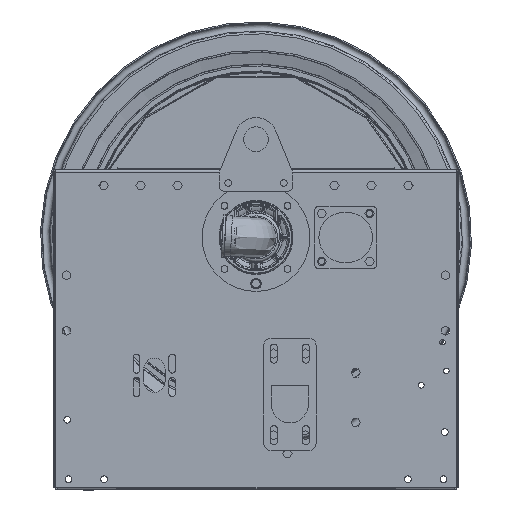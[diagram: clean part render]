
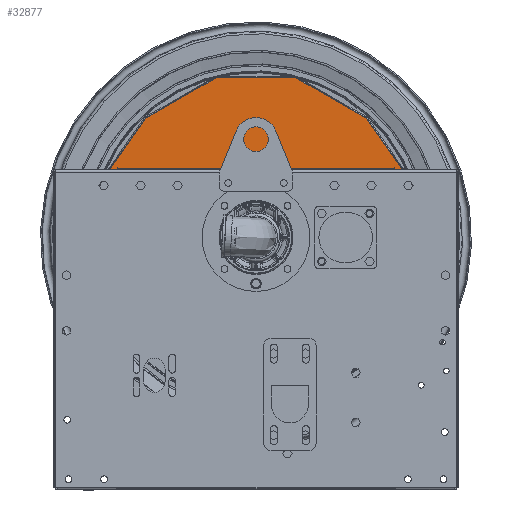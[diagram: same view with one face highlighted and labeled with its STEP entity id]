
A CAD part, front view. The second image highlights one B-rep face of the part: STEP entity #32877.
In plain terms, the highlighted face is planar.
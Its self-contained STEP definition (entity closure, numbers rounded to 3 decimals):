
#7224=ORIENTED_EDGE('',*,*,#14993,.F.);
#7225=ORIENTED_EDGE('',*,*,#14965,.T.);
#7226=ORIENTED_EDGE('',*,*,#14994,.F.);
#7227=ORIENTED_EDGE('',*,*,#14995,.T.);
#7228=ORIENTED_EDGE('',*,*,#14990,.T.);
#7229=ORIENTED_EDGE('',*,*,#14996,.T.);
#7230=ORIENTED_EDGE('',*,*,#14997,.F.);
#7231=ORIENTED_EDGE('',*,*,#14998,.T.);
#7232=ORIENTED_EDGE('',*,*,#14999,.T.);
#7233=ORIENTED_EDGE('',*,*,#15000,.F.);
#7234=ORIENTED_EDGE('',*,*,#14988,.T.);
#7235=ORIENTED_EDGE('',*,*,#15001,.T.);
#7236=ORIENTED_EDGE('',*,*,#15002,.F.);
#7237=ORIENTED_EDGE('',*,*,#14971,.T.);
#14965=EDGE_CURVE('',#19168,#19167,#22376,.T.);
#14971=EDGE_CURVE('',#19174,#19173,#22380,.T.);
#14988=EDGE_CURVE('',#19188,#19187,#22396,.T.);
#14990=EDGE_CURVE('',#19189,#19190,#22398,.T.);
#14993=EDGE_CURVE('',#19168,#19173,#22401,.T.);
#14994=EDGE_CURVE('',#19191,#19167,#22402,.T.);
#14995=EDGE_CURVE('',#19191,#19189,#22403,.T.);
#14996=EDGE_CURVE('',#19190,#19192,#22404,.T.);
#14997=EDGE_CURVE('',#19193,#19192,#22405,.T.);
#14998=EDGE_CURVE('',#19193,#19194,#22406,.T.);
#14999=EDGE_CURVE('',#19194,#19195,#22407,.T.);
#15000=EDGE_CURVE('',#19188,#19195,#22408,.T.);
#15001=EDGE_CURVE('',#19187,#19196,#22409,.T.);
#15002=EDGE_CURVE('',#19174,#19196,#22410,.T.);
#19167=VERTEX_POINT('',#51675);
#19168=VERTEX_POINT('',#51677);
#19173=VERTEX_POINT('',#51688);
#19174=VERTEX_POINT('',#51690);
#19187=VERTEX_POINT('',#51721);
#19188=VERTEX_POINT('',#51723);
#19189=VERTEX_POINT('',#51727);
#19190=VERTEX_POINT('',#51728);
#19191=VERTEX_POINT('',#51734);
#19192=VERTEX_POINT('',#51737);
#19193=VERTEX_POINT('',#51739);
#19194=VERTEX_POINT('',#51741);
#19195=VERTEX_POINT('',#51743);
#19196=VERTEX_POINT('',#51746);
#22376=LINE('',#51676,#24747);
#22380=LINE('',#51689,#24751);
#22396=LINE('',#51722,#24767);
#22398=LINE('',#51726,#24769);
#22401=LINE('',#51732,#24772);
#22402=LINE('',#51733,#24773);
#22403=LINE('',#51735,#24774);
#22404=LINE('',#51736,#24775);
#22405=LINE('',#51738,#24776);
#22406=LINE('',#51740,#24777);
#22407=LINE('',#51742,#24778);
#22408=LINE('',#51744,#24779);
#22409=LINE('',#51745,#24780);
#22410=LINE('',#51747,#24781);
#24747=VECTOR('',#42567,1000.);
#24751=VECTOR('',#42577,1000.);
#24767=VECTOR('',#42599,1000.);
#24769=VECTOR('',#42603,1000.);
#24772=VECTOR('',#42608,1000.);
#24773=VECTOR('',#42609,1000.);
#24774=VECTOR('',#42610,1000.);
#24775=VECTOR('',#42611,1000.);
#24776=VECTOR('',#42612,1000.);
#24777=VECTOR('',#42613,1000.);
#24778=VECTOR('',#42614,1000.);
#24779=VECTOR('',#42615,1000.);
#24780=VECTOR('',#42616,1000.);
#24781=VECTOR('',#42617,1000.);
#26774=EDGE_LOOP('',(#7224,#7225,#7226,#7227,#7228,#7229,#7230,#7231,#7232,
#7233,#7234,#7235,#7236,#7237));
#29591=FACE_BOUND('',#26774,.T.);
#31880=PLANE('',#37167);
#32877=ADVANCED_FACE('',(#29591),#31880,.F.);
#37167=AXIS2_PLACEMENT_3D('',#51731,#42606,#42607);
#42567=DIRECTION('',(0.,1.,0.));
#42577=DIRECTION('',(0.,-1.,0.));
#42599=DIRECTION('',(1.,0.,0.));
#42603=DIRECTION('',(1.,0.,0.));
#42606=DIRECTION('',(0.,0.,-1.));
#42607=DIRECTION('',(-1.,0.,0.));
#42608=DIRECTION('',(-1.,0.,0.));
#42609=DIRECTION('',(-1.,0.,0.));
#42610=DIRECTION('',(0.,-1.,0.));
#42611=DIRECTION('',(-0.574,0.819,0.));
#42612=DIRECTION('',(0.866,-0.5,0.));
#42613=DIRECTION('',(-1.,0.,0.));
#42614=DIRECTION('',(-0.866,-0.5,0.));
#42615=DIRECTION('',(0.574,0.819,0.));
#42616=DIRECTION('',(0.,1.,0.));
#42617=DIRECTION('',(-1.,0.,0.));
#51675=CARTESIAN_POINT('',(225.,3.5,1.5));
#51676=CARTESIAN_POINT('',(225.,231.543,1.5));
#51677=CARTESIAN_POINT('',(225.,2.3,1.5));
#51688=CARTESIAN_POINT('',(-225.,2.3,1.5));
#51689=CARTESIAN_POINT('',(-225.,231.543,1.5));
#51690=CARTESIAN_POINT('',(-225.,3.5,1.5));
#51721=CARTESIAN_POINT('',(-225.2,0.,1.5));
#51722=CARTESIAN_POINT('',(-238.364,0.,1.5));
#51723=CARTESIAN_POINT('',(-237.388,0.,1.5));
#51726=CARTESIAN_POINT('',(-238.364,0.,1.5));
#51727=CARTESIAN_POINT('',(225.2,0.,1.5));
#51728=CARTESIAN_POINT('',(237.388,0.,1.5));
#51731=CARTESIAN_POINT('',(-76.236,231.543,1.5));
#51732=CARTESIAN_POINT('',(225.,2.3,1.5));
#51733=CARTESIAN_POINT('',(-76.236,3.5,1.5));
#51734=CARTESIAN_POINT('',(225.2,3.5,1.5));
#51735=CARTESIAN_POINT('',(225.2,231.543,1.5));
#51736=CARTESIAN_POINT('',(237.388,0.,1.5));
#51737=CARTESIAN_POINT('',(179.15,83.172,1.5));
#51738=CARTESIAN_POINT('',(179.15,83.172,1.5));
#51739=CARTESIAN_POINT('',(64.786,149.2,1.5));
#51740=CARTESIAN_POINT('',(64.786,149.2,1.5));
#51741=CARTESIAN_POINT('',(-64.786,149.2,1.5));
#51742=CARTESIAN_POINT('',(-64.786,149.2,1.5));
#51743=CARTESIAN_POINT('',(-179.15,83.172,1.5));
#51744=CARTESIAN_POINT('',(-179.15,83.172,1.5));
#51745=CARTESIAN_POINT('',(-225.2,231.543,1.5));
#51746=CARTESIAN_POINT('',(-225.2,3.5,1.5));
#51747=CARTESIAN_POINT('',(-76.236,3.5,1.5));
